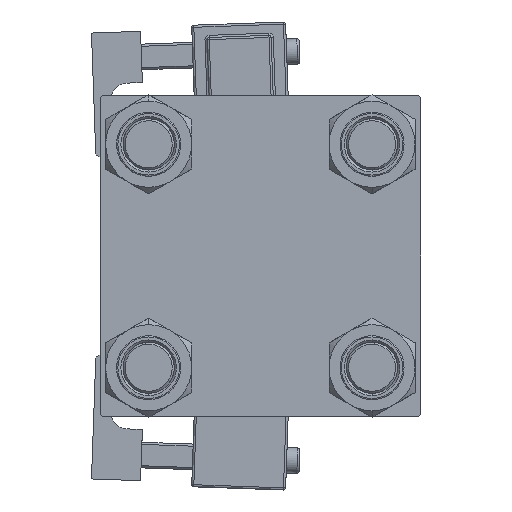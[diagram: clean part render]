
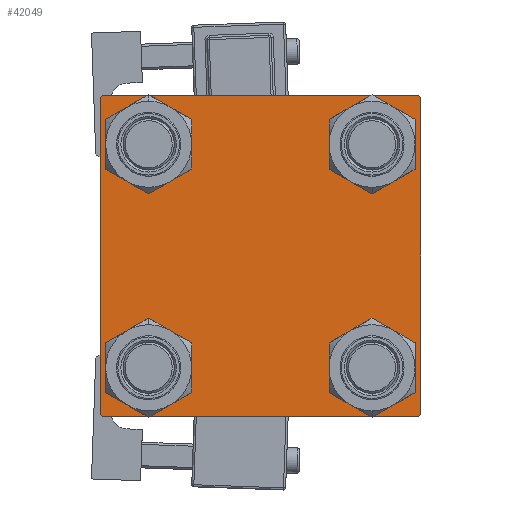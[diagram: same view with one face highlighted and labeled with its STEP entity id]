
A CAD part, left-side view. The second image highlights one B-rep face of the part: STEP entity #42049.
In plain terms, the highlighted planar face has unit normal (-1, 0, 0).
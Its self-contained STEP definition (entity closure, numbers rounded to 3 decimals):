
#293 = CARTESIAN_POINT ( 'NONE',  ( 0., 37.25, 37.25 ) ) ;
#367 = DIRECTION ( 'NONE',  ( 0., 0., 1. ) ) ;
#685 = CARTESIAN_POINT ( 'NONE',  ( 0., -37.25, -37.25 ) ) ;
#1332 = CARTESIAN_POINT ( 'NONE',  ( 0., 37.5, 37.5 ) ) ;
#1502 = LINE ( 'NONE', #685, #27764 ) ;
#2403 = DIRECTION ( 'NONE',  ( 0., 0., 1. ) ) ;
#2427 = VERTEX_POINT ( 'NONE', #24854 ) ;
#2496 = EDGE_CURVE ( 'NONE', #47506, #20786, #1502, .T. ) ;
#4080 = CARTESIAN_POINT ( 'NONE',  ( 0., -26.15, 26.15 ) ) ;
#4488 = DIRECTION ( 'NONE',  ( 1., 0., 0. ) ) ;
#4754 = VECTOR ( 'NONE', #24609, 1000. ) ;
#5122 = CIRCLE ( 'NONE', #27871, 6.5 ) ;
#5226 = CARTESIAN_POINT ( 'NONE',  ( 0., -26.15, 32.65 ) ) ;
#5255 = VERTEX_POINT ( 'NONE', #25105 ) ;
#5488 = CARTESIAN_POINT ( 'NONE',  ( 0., -37.5, -37. ) ) ;
#5523 = ORIENTED_EDGE ( 'NONE', *, *, #8689, .T. ) ;
#5748 = VERTEX_POINT ( 'NONE', #9925 ) ;
#6319 = ORIENTED_EDGE ( 'NONE', *, *, #24916, .T. ) ;
#6354 = EDGE_LOOP ( 'NONE', ( #5523, #44307 ) ) ;
#7657 = DIRECTION ( 'NONE',  ( 1., 0., 0. ) ) ;
#8060 = AXIS2_PLACEMENT_3D ( 'NONE', #46940, #38449, #8841 ) ;
#8131 = CIRCLE ( 'NONE', #34394, 6.5 ) ;
#8268 = DIRECTION ( 'NONE',  ( 0., -0.707, -0.707 ) ) ;
#8460 = VERTEX_POINT ( 'NONE', #34152 ) ;
#8603 = ORIENTED_EDGE ( 'NONE', *, *, #14168, .T. ) ;
#8689 = EDGE_CURVE ( 'NONE', #21943, #49166, #5122, .T. ) ;
#8841 = DIRECTION ( 'NONE',  ( 0., 0., 1. ) ) ;
#9925 = CARTESIAN_POINT ( 'NONE',  ( 0., -26.15, -19.65 ) ) ;
#9975 = VERTEX_POINT ( 'NONE', #46156 ) ;
#10242 = EDGE_CURVE ( 'NONE', #2427, #9975, #12389, .T. ) ;
#10262 = CARTESIAN_POINT ( 'NONE',  ( 0., 37.5, 37. ) ) ;
#11030 = DIRECTION ( 'NONE',  ( 0., 0., 1. ) ) ;
#11977 = CARTESIAN_POINT ( 'NONE',  ( 0., 37.5, 37.5 ) ) ;
#12042 = CARTESIAN_POINT ( 'NONE',  ( 0., 26.15, -19.65 ) ) ;
#12389 = LINE ( 'NONE', #45836, #15669 ) ;
#12728 = CARTESIAN_POINT ( 'NONE',  ( 0., 26.15, -32.65 ) ) ;
#12889 = DIRECTION ( 'NONE',  ( 0., 0.707, -0.707 ) ) ;
#13835 = AXIS2_PLACEMENT_3D ( 'NONE', #38383, #26327, #47152 ) ;
#14107 = FACE_BOUND ( 'NONE', #6354, .T. ) ;
#14168 = EDGE_CURVE ( 'NONE', #15194, #27379, #21153, .T. ) ;
#14313 = DIRECTION ( 'NONE',  ( 0., 0., 1. ) ) ;
#14708 = LINE ( 'NONE', #26788, #26694 ) ;
#15194 = VERTEX_POINT ( 'NONE', #52242 ) ;
#15291 = DIRECTION ( 'NONE',  ( 1., 0., 0. ) ) ;
#15669 = VECTOR ( 'NONE', #8268, 1000. ) ;
#15906 = VECTOR ( 'NONE', #50517, 1000. ) ;
#16470 = CIRCLE ( 'NONE', #54103, 6.5 ) ;
#16567 = EDGE_CURVE ( 'NONE', #24427, #45711, #26345, .T. ) ;
#17366 = CARTESIAN_POINT ( 'NONE',  ( 0., 26.15, 19.65 ) ) ;
#18064 = VECTOR ( 'NONE', #40234, 1000. ) ;
#18107 = ORIENTED_EDGE ( 'NONE', *, *, #42962, .T. ) ;
#18224 = CARTESIAN_POINT ( 'NONE',  ( 0., -26.15, -26.15 ) ) ;
#19057 = EDGE_LOOP ( 'NONE', ( #20315, #33491 ) ) ;
#20315 = ORIENTED_EDGE ( 'NONE', *, *, #37713, .T. ) ;
#20505 = LINE ( 'NONE', #53926, #18064 ) ;
#20786 = VERTEX_POINT ( 'NONE', #5488 ) ;
#21153 = LINE ( 'NONE', #293, #40310 ) ;
#21875 = EDGE_CURVE ( 'NONE', #49166, #21943, #8131, .T. ) ;
#21909 = CIRCLE ( 'NONE', #52536, 6.5 ) ;
#21943 = VERTEX_POINT ( 'NONE', #12042 ) ;
#22890 = FACE_BOUND ( 'NONE', #49085, .T. ) ;
#23166 = VECTOR ( 'NONE', #25485, 1000. ) ;
#24258 = ORIENTED_EDGE ( 'NONE', *, *, #2496, .T. ) ;
#24427 = VERTEX_POINT ( 'NONE', #17366 ) ;
#24609 = DIRECTION ( 'NONE',  ( 0., 0., -1. ) ) ;
#24854 = CARTESIAN_POINT ( 'NONE',  ( 0., 37.5, -37. ) ) ;
#24916 = EDGE_CURVE ( 'NONE', #27379, #2427, #32819, .T. ) ;
#25105 = CARTESIAN_POINT ( 'NONE',  ( 0., -37., 37.5 ) ) ;
#25485 = DIRECTION ( 'NONE',  ( 0., -1., 0. ) ) ;
#25781 = EDGE_CURVE ( 'NONE', #15194, #5255, #26015, .T. ) ;
#26015 = LINE ( 'NONE', #1332, #23166 ) ;
#26085 = CARTESIAN_POINT ( 'NONE',  ( 0., 26.15, 32.65 ) ) ;
#26327 = DIRECTION ( 'NONE',  ( 1., 0., 0. ) ) ;
#26333 = EDGE_CURVE ( 'NONE', #8460, #5255, #14708, .T. ) ;
#26345 = CIRCLE ( 'NONE', #8060, 6.5 ) ;
#26462 = FACE_OUTER_BOUND ( 'NONE', #43631, .T. ) ;
#26478 = ORIENTED_EDGE ( 'NONE', *, *, #27373, .T. ) ;
#26694 = VECTOR ( 'NONE', #35007, 1000. ) ;
#26770 = AXIS2_PLACEMENT_3D ( 'NONE', #18224, #51660, #27281 ) ;
#26788 = CARTESIAN_POINT ( 'NONE',  ( 0., -37.25, 37.25 ) ) ;
#27148 = CARTESIAN_POINT ( 'NONE',  ( 0., -26.15, 19.65 ) ) ;
#27277 = FACE_BOUND ( 'NONE', #19057, .T. ) ;
#27281 = DIRECTION ( 'NONE',  ( 0., 0., 1. ) ) ;
#27373 = EDGE_CURVE ( 'NONE', #5748, #51082, #42511, .T. ) ;
#27379 = VERTEX_POINT ( 'NONE', #10262 ) ;
#27764 = VECTOR ( 'NONE', #30842, 1000. ) ;
#27871 = AXIS2_PLACEMENT_3D ( 'NONE', #33010, #4488, #367 ) ;
#29895 = AXIS2_PLACEMENT_3D ( 'NONE', #43171, #52751, #31922 ) ;
#30842 = DIRECTION ( 'NONE',  ( 0., -0.707, 0.707 ) ) ;
#31599 = ORIENTED_EDGE ( 'NONE', *, *, #10242, .T. ) ;
#31876 = CARTESIAN_POINT ( 'NONE',  ( 0., 26.15, -26.15 ) ) ;
#31922 = DIRECTION ( 'NONE',  ( 0., 0., 1. ) ) ;
#32819 = LINE ( 'NONE', #11977, #4754 ) ;
#32994 = LINE ( 'NONE', #49712, #15906 ) ;
#33010 = CARTESIAN_POINT ( 'NONE',  ( 0., 26.15, -26.15 ) ) ;
#33285 = EDGE_CURVE ( 'NONE', #9975, #47506, #20505, .T. ) ;
#33491 = ORIENTED_EDGE ( 'NONE', *, *, #41182, .T. ) ;
#33915 = ORIENTED_EDGE ( 'NONE', *, *, #33285, .T. ) ;
#34058 = DIRECTION ( 'NONE',  ( 1., 0., 0. ) ) ;
#34152 = CARTESIAN_POINT ( 'NONE',  ( 0., -37.5, 37. ) ) ;
#34394 = AXIS2_PLACEMENT_3D ( 'NONE', #31876, #7657, #11030 ) ;
#34855 = VERTEX_POINT ( 'NONE', #5226 ) ;
#35007 = DIRECTION ( 'NONE',  ( 0., 0.707, 0.707 ) ) ;
#35725 = CIRCLE ( 'NONE', #13835, 6.5 ) ;
#37087 = ORIENTED_EDGE ( 'NONE', *, *, #42710, .F. ) ;
#37710 = CARTESIAN_POINT ( 'NONE',  ( 0., -26.15, -32.65 ) ) ;
#37713 = EDGE_CURVE ( 'NONE', #34855, #42995, #16470, .T. ) ;
#38383 = CARTESIAN_POINT ( 'NONE',  ( 0., -26.15, -26.15 ) ) ;
#38449 = DIRECTION ( 'NONE',  ( 1., 0., 0. ) ) ;
#39571 = ORIENTED_EDGE ( 'NONE', *, *, #45260, .T. ) ;
#40234 = DIRECTION ( 'NONE',  ( 0., -1., 0. ) ) ;
#40310 = VECTOR ( 'NONE', #12889, 1000. ) ;
#41182 = EDGE_CURVE ( 'NONE', #42995, #34855, #21909, .T. ) ;
#42049 = ADVANCED_FACE ( 'NONE', ( #27277, #43985, #14107, #22890, #26462 ), #43440, .T. ) ;
#42511 = CIRCLE ( 'NONE', #26770, 6.5 ) ;
#42710 = EDGE_CURVE ( 'NONE', #8460, #20786, #32994, .T. ) ;
#42897 = EDGE_LOOP ( 'NONE', ( #26478, #18107 ) ) ;
#42962 = EDGE_CURVE ( 'NONE', #51082, #5748, #35725, .T. ) ;
#42995 = VERTEX_POINT ( 'NONE', #27148 ) ;
#43171 = CARTESIAN_POINT ( 'NONE',  ( 0., 0., 0. ) ) ;
#43440 = PLANE ( 'NONE',  #29895 ) ;
#43583 = CIRCLE ( 'NONE', #44450, 6.5 ) ;
#43631 = EDGE_LOOP ( 'NONE', ( #6319, #31599, #33915, #24258, #37087, #46031, #53721, #8603 ) ) ;
#43985 = FACE_BOUND ( 'NONE', #42897, .T. ) ;
#44307 = ORIENTED_EDGE ( 'NONE', *, *, #21875, .T. ) ;
#44450 = AXIS2_PLACEMENT_3D ( 'NONE', #44898, #15291, #2403 ) ;
#44898 = CARTESIAN_POINT ( 'NONE',  ( 0., 26.15, 26.15 ) ) ;
#45260 = EDGE_CURVE ( 'NONE', #45711, #24427, #43583, .T. ) ;
#45711 = VERTEX_POINT ( 'NONE', #26085 ) ;
#45836 = CARTESIAN_POINT ( 'NONE',  ( 0., 37.25, -37.25 ) ) ;
#46031 = ORIENTED_EDGE ( 'NONE', *, *, #26333, .T. ) ;
#46126 = CARTESIAN_POINT ( 'NONE',  ( 0., -37., -37.5 ) ) ;
#46156 = CARTESIAN_POINT ( 'NONE',  ( 0., 37., -37.5 ) ) ;
#46940 = CARTESIAN_POINT ( 'NONE',  ( 0., 26.15, 26.15 ) ) ;
#47152 = DIRECTION ( 'NONE',  ( 0., 0., 1. ) ) ;
#47210 = CARTESIAN_POINT ( 'NONE',  ( 0., -26.15, 26.15 ) ) ;
#47506 = VERTEX_POINT ( 'NONE', #46126 ) ;
#49085 = EDGE_LOOP ( 'NONE', ( #39571, #52408 ) ) ;
#49166 = VERTEX_POINT ( 'NONE', #12728 ) ;
#49712 = CARTESIAN_POINT ( 'NONE',  ( 0., -37.5, 37.5 ) ) ;
#50517 = DIRECTION ( 'NONE',  ( 0., 0., -1. ) ) ;
#51082 = VERTEX_POINT ( 'NONE', #37710 ) ;
#51660 = DIRECTION ( 'NONE',  ( 1., 0., 0. ) ) ;
#52242 = CARTESIAN_POINT ( 'NONE',  ( 0., 37., 37.5 ) ) ;
#52408 = ORIENTED_EDGE ( 'NONE', *, *, #16567, .T. ) ;
#52536 = AXIS2_PLACEMENT_3D ( 'NONE', #47210, #34058, #14313 ) ;
#52751 = DIRECTION ( 'NONE',  ( -1., 0., 0. ) ) ;
#53169 = DIRECTION ( 'NONE',  ( 1., 0., 0. ) ) ;
#53721 = ORIENTED_EDGE ( 'NONE', *, *, #25781, .F. ) ;
#53926 = CARTESIAN_POINT ( 'NONE',  ( 0., 37.5, -37.5 ) ) ;
#54103 = AXIS2_PLACEMENT_3D ( 'NONE', #4080, #53169, #54256 ) ;
#54256 = DIRECTION ( 'NONE',  ( 0., 0., 1. ) ) ;
